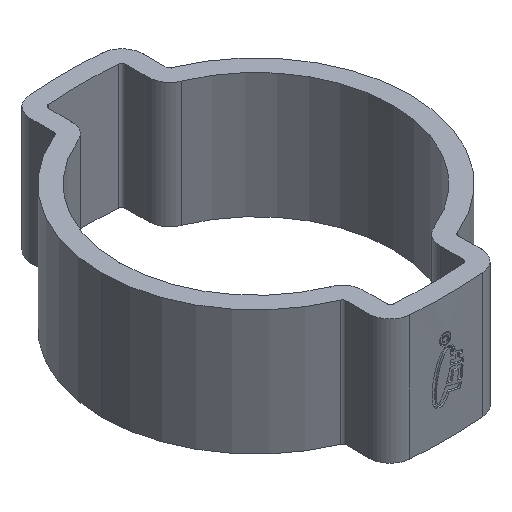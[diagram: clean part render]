
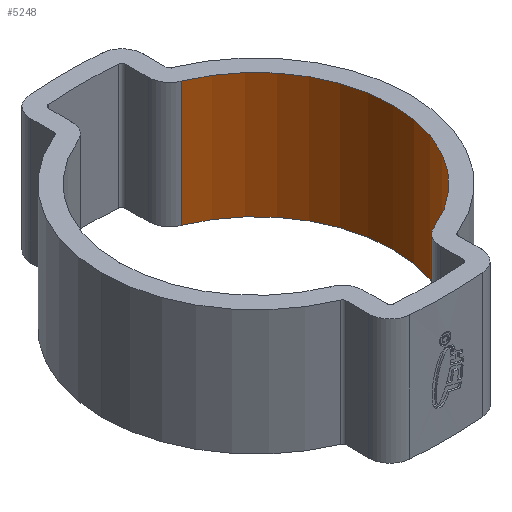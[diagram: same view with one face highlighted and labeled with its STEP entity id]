
A CAD part, isometric view. The second image highlights one B-rep face of the part: STEP entity #5248.
In plain terms, the highlighted cylindrical face has radius 7.65 mm (diameter 15.3 mm), a partial arc.
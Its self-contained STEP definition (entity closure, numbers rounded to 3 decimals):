
#473 = DIRECTION ( 'NONE',  ( 0., 0., 1. ) ) ;
#506 = CARTESIAN_POINT ( 'NONE',  ( 0., 0., -3.5 ) ) ;
#574 = EDGE_CURVE ( 'NONE', #990, #4674, #4462, .T. ) ;
#990 = VERTEX_POINT ( 'NONE', #4747 ) ;
#1173 = CARTESIAN_POINT ( 'NONE',  ( 0., 0., 3.5 ) ) ;
#1204 = DIRECTION ( 'NONE',  ( -1., 0., 0. ) ) ;
#1236 = CIRCLE ( 'NONE', #4342, 7.65 ) ;
#1237 = CARTESIAN_POINT ( 'NONE',  ( 2.896, -7.081, -3.5 ) ) ;
#1246 = EDGE_CURVE ( 'NONE', #1598, #990, #1236, .T. ) ;
#1247 = CARTESIAN_POINT ( 'NONE',  ( 2.896, -7.081, 3.5 ) ) ;
#1248 = EDGE_LOOP ( 'NONE', ( #4850, #5809, #1728, #2603 ) ) ;
#1598 = VERTEX_POINT ( 'NONE', #1247 ) ;
#1728 = ORIENTED_EDGE ( 'NONE', *, *, #1246, .T. ) ;
#1771 = VECTOR ( 'NONE', #2989, 1000. ) ;
#2072 = VECTOR ( 'NONE', #5283, 1000. ) ;
#2098 = CARTESIAN_POINT ( 'NONE',  ( 2.896, -7.081, 3.5 ) ) ;
#2161 = EDGE_CURVE ( 'NONE', #1598, #5210, #4291, .T. ) ;
#2266 = DIRECTION ( 'NONE',  ( -1., 0., 0. ) ) ;
#2603 = ORIENTED_EDGE ( 'NONE', *, *, #574, .T. ) ;
#2832 = AXIS2_PLACEMENT_3D ( 'NONE', #506, #473, #2266 ) ;
#2989 = DIRECTION ( 'NONE',  ( 0., 0., -1. ) ) ;
#3189 = CARTESIAN_POINT ( 'NONE',  ( 0., 0., 3.5 ) ) ;
#3450 = DIRECTION ( 'NONE',  ( 0., 0., -1. ) ) ;
#3622 = CYLINDRICAL_SURFACE ( 'NONE', #3776, 7.65 ) ;
#3665 = DIRECTION ( 'NONE',  ( -1., 0., 0. ) ) ;
#3676 = CARTESIAN_POINT ( 'NONE',  ( 2.896, 7.081, -3.5 ) ) ;
#3776 = AXIS2_PLACEMENT_3D ( 'NONE', #1173, #3450, #1204 ) ;
#4014 = DIRECTION ( 'NONE',  ( 0., 0., 1. ) ) ;
#4017 = CARTESIAN_POINT ( 'NONE',  ( 2.896, 7.081, 3.5 ) ) ;
#4291 = LINE ( 'NONE', #2098, #1771 ) ;
#4336 = CIRCLE ( 'NONE', #2832, 7.65 ) ;
#4342 = AXIS2_PLACEMENT_3D ( 'NONE', #3189, #4014, #3665 ) ;
#4462 = LINE ( 'NONE', #4017, #2072 ) ;
#4674 = VERTEX_POINT ( 'NONE', #3676 ) ;
#4747 = CARTESIAN_POINT ( 'NONE',  ( 2.896, 7.081, 3.5 ) ) ;
#4850 = ORIENTED_EDGE ( 'NONE', *, *, #5069, .F. ) ;
#5069 = EDGE_CURVE ( 'NONE', #5210, #4674, #4336, .T. ) ;
#5201 = FACE_OUTER_BOUND ( 'NONE', #1248, .T. ) ;
#5210 = VERTEX_POINT ( 'NONE', #1237 ) ;
#5248 = ADVANCED_FACE ( 'NONE', ( #5201 ), #3622, .F. ) ;
#5283 = DIRECTION ( 'NONE',  ( 0., 0., -1. ) ) ;
#5809 = ORIENTED_EDGE ( 'NONE', *, *, #2161, .F. ) ;
